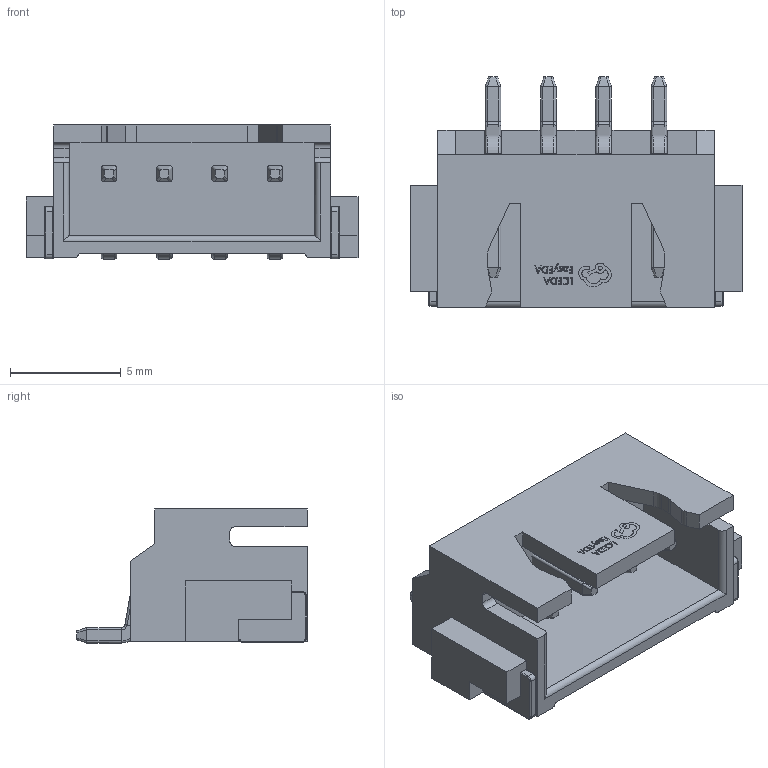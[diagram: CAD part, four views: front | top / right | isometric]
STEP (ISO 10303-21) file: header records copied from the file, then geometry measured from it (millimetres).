
FILE_DESCRIPTION (( 'STEP AP214' ), '1' );
FILE_NAME ('CONN-SMD_XH2.50-WS-4P.step', '2022-08-08T03:42:54', ( '' ), ( '' ), 'SwSTEP 2.0', 'SolidWorks 2020', '' );
FILE_SCHEMA (( 'AUTOMOTIVE_DESIGN' ));
Length unit declared in the file: millimetre
Products named in the file (1): CONN-SMD_XH2.50-WS-4P
Bounding box: 15 x 10.42 x 6.06 mm (x, y, z)
Volume: 299 mm3; surface area: 838.1 mm2
Topology: 20 solids, 20 shells, 664 faces, 1695 edges, 1078 vertices
Faces by surface type: plane 378, cylinder 130, bspline 112, torus 44
Entity records: 28532 total; most frequent: CARTESIAN_POINT 5992, ORIENTED_EDGE 3390, DIRECTION 2643, EDGE_CURVE 1695, VECTOR 1129, LINE 1129, VERTEX_POINT 1078, AXIS2_PLACEMENT_3D 757
